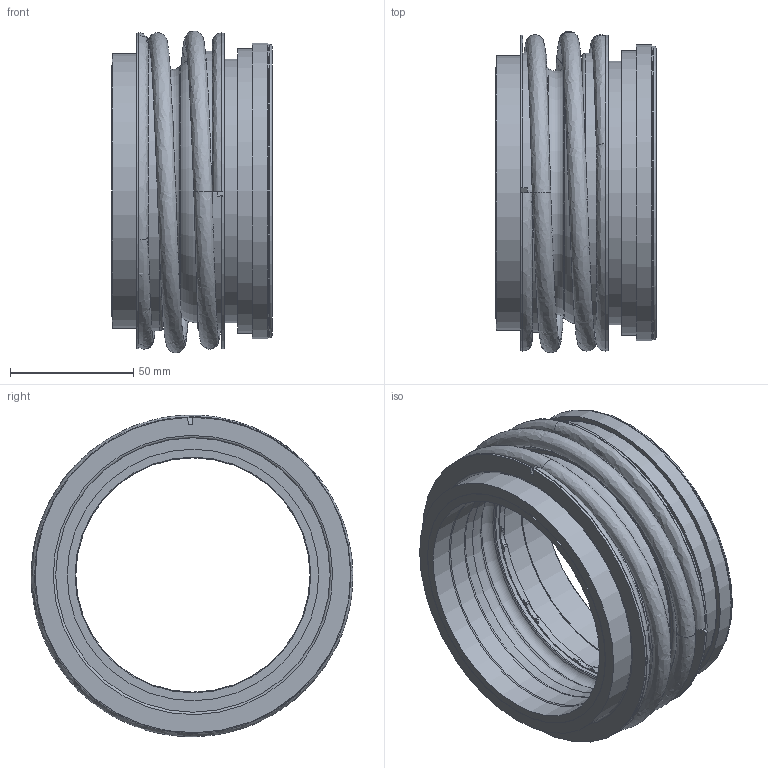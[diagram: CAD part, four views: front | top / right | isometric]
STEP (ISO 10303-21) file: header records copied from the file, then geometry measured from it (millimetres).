
FILE_DESCRIPTION(/* description */ ('Unknown'),/* implementation_level */ '2;1');
FILE_NAME(/* name */ 'eMG12-95-G60',/* time_stamp */ '2020-12-11T10:49:42+01:00',/* author */ ('Unknown'),/* organization */ ('Unknown'),/* preprocessor_version */ 'ST-DEVELOPER v16.7',/* originating_system */ 'DEX',/* authorisation */ $);
FILE_SCHEMA (('AUTOMOTIVE_DESIGN {1 0 10303 214 3 1 1}'));
Length unit declared in the file: millimetre
Products named in the file (1): eMG12-95-G60
Bounding box: 65 x 130.48 x 130.41 mm (x, y, z)
Volume: 210328.9 mm3; surface area: 137394.3 mm2
Topology: 8 solids, 8 shells, 287 faces, 668 edges, 379 vertices
Faces by surface type: cylinder 125, plane 69, torus 43, bspline 24, sphere 18, cone 8
Full cylindrical faces by diameter (mm): 95 x1, 95.6 x1, 96 x1, 96.6 x1, 97 x1, 98.1 x1, 100 x1, 102 x1, 106.7 x1, 107 x3, 107.5 x2, 111.3 x4, 113.3 x2, 115.5 x2, 119 x1, 120 x1
Entity records: 9228 total; most frequent: CARTESIAN_POINT 3138, DIRECTION 1302, ORIENTED_EDGE 1138, EDGE_CURVE 569, AXIS2_PLACEMENT_3D 549, EDGE_LOOP 370, FACE_BOUND 370, VERTEX_POINT 367
